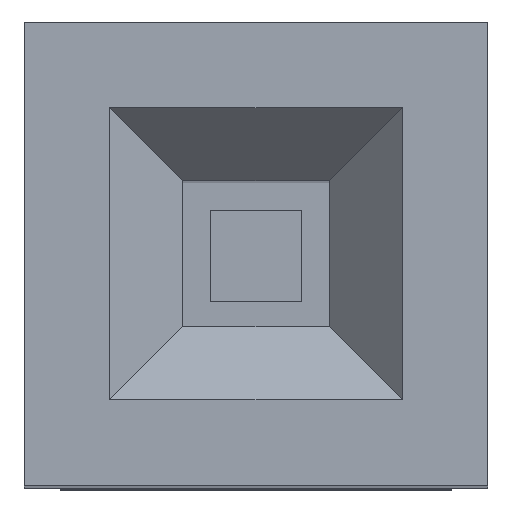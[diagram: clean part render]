
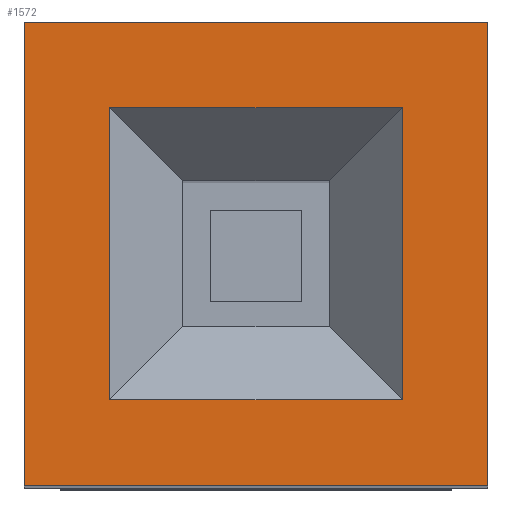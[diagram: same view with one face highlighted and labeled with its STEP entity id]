
A CAD part, top view. The second image highlights one B-rep face of the part: STEP entity #1572.
In plain terms, the highlighted planar face has unit normal (0, 0, 1).
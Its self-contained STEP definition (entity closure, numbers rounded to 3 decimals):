
#1236 = VERTEX_POINT('',#1237);
#1237 = CARTESIAN_POINT('',(-1.27,-1.27,13.58));
#1243 = EDGE_CURVE('',#1236,#1244,#1246,.T.);
#1244 = VERTEX_POINT('',#1245);
#1245 = CARTESIAN_POINT('',(1.27,-1.27,13.58));
#1246 = LINE('',#1247,#1248);
#1247 = CARTESIAN_POINT('',(-1.27,-1.27,13.58));
#1248 = VECTOR('',#1249,1.);
#1249 = DIRECTION('',(1.,0.,0.));
#1348 = VERTEX_POINT('',#1349);
#1349 = CARTESIAN_POINT('',(-1.27,1.27,13.58));
#1355 = EDGE_CURVE('',#1348,#1356,#1358,.T.);
#1356 = VERTEX_POINT('',#1357);
#1357 = CARTESIAN_POINT('',(1.27,1.27,13.58));
#1358 = LINE('',#1359,#1360);
#1359 = CARTESIAN_POINT('',(-1.27,1.27,13.58));
#1360 = VECTOR('',#1361,1.);
#1361 = DIRECTION('',(1.,0.,0.));
#1531 = EDGE_CURVE('',#1236,#1348,#1532,.T.);
#1532 = LINE('',#1533,#1534);
#1533 = CARTESIAN_POINT('',(-1.27,-1.27,13.58));
#1534 = VECTOR('',#1535,1.);
#1535 = DIRECTION('',(0.,1.,0.));
#1572 = ADVANCED_FACE('',(#1573,#1584),#1618,.T.);
#1573 = FACE_BOUND('',#1574,.T.);
#1574 = EDGE_LOOP('',(#1575,#1576,#1577,#1583));
#1575 = ORIENTED_EDGE('',*,*,#1531,.F.);
#1576 = ORIENTED_EDGE('',*,*,#1243,.T.);
#1577 = ORIENTED_EDGE('',*,*,#1578,.T.);
#1578 = EDGE_CURVE('',#1244,#1356,#1579,.T.);
#1579 = LINE('',#1580,#1581);
#1580 = CARTESIAN_POINT('',(1.27,-1.27,13.58));
#1581 = VECTOR('',#1582,1.);
#1582 = DIRECTION('',(0.,1.,0.));
#1583 = ORIENTED_EDGE('',*,*,#1355,.F.);
#1584 = FACE_BOUND('',#1585,.T.);
#1585 = EDGE_LOOP('',(#1586,#1596,#1604,#1612));
#1586 = ORIENTED_EDGE('',*,*,#1587,.T.);
#1587 = EDGE_CURVE('',#1588,#1590,#1592,.T.);
#1588 = VERTEX_POINT('',#1589);
#1589 = CARTESIAN_POINT('',(-0.8,-0.8,13.58));
#1590 = VERTEX_POINT('',#1591);
#1591 = CARTESIAN_POINT('',(-0.8,0.8,13.58));
#1592 = LINE('',#1593,#1594);
#1593 = CARTESIAN_POINT('',(-0.8,-0.8,13.58));
#1594 = VECTOR('',#1595,1.);
#1595 = DIRECTION('',(0.,1.,0.));
#1596 = ORIENTED_EDGE('',*,*,#1597,.T.);
#1597 = EDGE_CURVE('',#1590,#1598,#1600,.T.);
#1598 = VERTEX_POINT('',#1599);
#1599 = CARTESIAN_POINT('',(0.8,0.8,13.58));
#1600 = LINE('',#1601,#1602);
#1601 = CARTESIAN_POINT('',(-0.8,0.8,13.58));
#1602 = VECTOR('',#1603,1.);
#1603 = DIRECTION('',(1.,0.,0.));
#1604 = ORIENTED_EDGE('',*,*,#1605,.F.);
#1605 = EDGE_CURVE('',#1606,#1598,#1608,.T.);
#1606 = VERTEX_POINT('',#1607);
#1607 = CARTESIAN_POINT('',(0.8,-0.8,13.58));
#1608 = LINE('',#1609,#1610);
#1609 = CARTESIAN_POINT('',(0.8,-0.8,13.58));
#1610 = VECTOR('',#1611,1.);
#1611 = DIRECTION('',(0.,1.,0.));
#1612 = ORIENTED_EDGE('',*,*,#1613,.F.);
#1613 = EDGE_CURVE('',#1588,#1606,#1614,.T.);
#1614 = LINE('',#1615,#1616);
#1615 = CARTESIAN_POINT('',(-0.8,-0.8,13.58));
#1616 = VECTOR('',#1617,1.);
#1617 = DIRECTION('',(1.,0.,0.));
#1618 = PLANE('',#1619);
#1619 = AXIS2_PLACEMENT_3D('',#1620,#1621,#1622);
#1620 = CARTESIAN_POINT('',(-1.27,-1.27,13.58));
#1621 = DIRECTION('',(0.,0.,1.));
#1622 = DIRECTION('',(1.,0.,0.));
